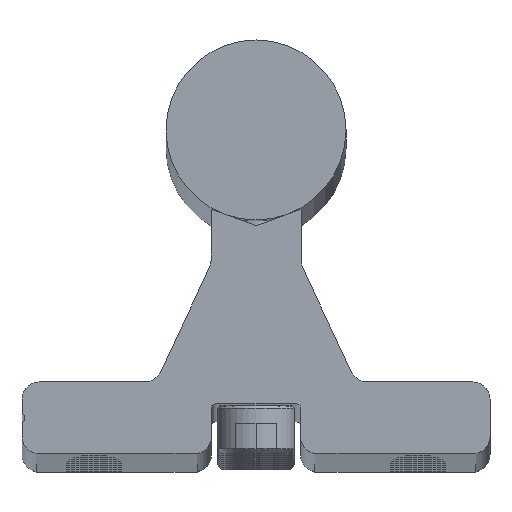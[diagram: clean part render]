
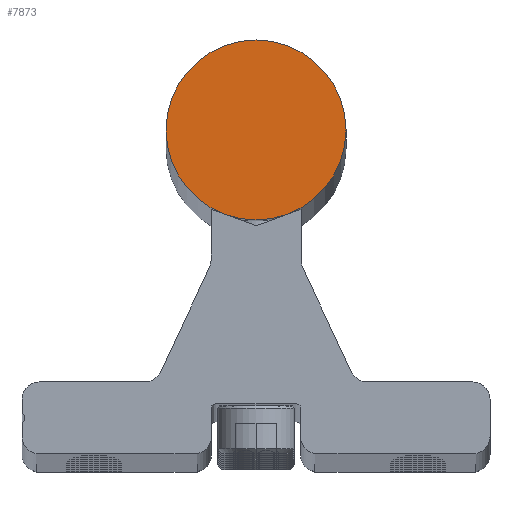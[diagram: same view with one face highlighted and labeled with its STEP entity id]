
A CAD part, top view. The second image highlights one B-rep face of the part: STEP entity #7873.
In plain terms, the highlighted planar face has unit normal (0, 0, 1).
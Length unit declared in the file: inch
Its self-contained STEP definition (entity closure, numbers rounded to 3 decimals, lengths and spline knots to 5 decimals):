
#815 = EDGE_LOOP ( 'NONE', ( #2823, #11258 ) ) ;
#1166 = CARTESIAN_POINT ( 'NONE',  ( 0., 1.125, 0. ) ) ;
#1273 = CIRCLE ( 'NONE', #4004, 0.3125 ) ;
#1669 = VERTEX_POINT ( 'NONE', #7575 ) ;
#2319 = DIRECTION ( 'NONE',  ( 0., 0., 1. ) ) ;
#2823 = ORIENTED_EDGE ( 'NONE', *, *, #9421, .T. ) ;
#2846 = AXIS2_PLACEMENT_3D ( 'NONE', #1166, #2319, #7947 ) ;
#2889 = VERTEX_POINT ( 'NONE', #4120 ) ;
#4004 = AXIS2_PLACEMENT_3D ( 'NONE', #5078, #8954, #7091 ) ;
#4081 = PLANE ( 'NONE',  #2846 ) ;
#4120 = CARTESIAN_POINT ( 'NONE',  ( -0.3125, 1.125, 0. ) ) ;
#5078 = CARTESIAN_POINT ( 'NONE',  ( 0., 1.125, 0. ) ) ;
#5362 = CIRCLE ( 'NONE', #11431, 0.3125 ) ;
#5377 = DIRECTION ( 'NONE',  ( 1., 0., 0. ) ) ;
#5983 = FACE_OUTER_BOUND ( 'NONE', #815, .T. ) ;
#6420 = CARTESIAN_POINT ( 'NONE',  ( 0., 1.125, 0. ) ) ;
#6534 = DIRECTION ( 'NONE',  ( 0., 0., 1. ) ) ;
#7091 = DIRECTION ( 'NONE',  ( 1., 0., 0. ) ) ;
#7575 = CARTESIAN_POINT ( 'NONE',  ( 0.3125, 1.125, 0. ) ) ;
#7873 = ADVANCED_FACE ( 'NONE', ( #5983 ), #4081, .T. ) ;
#7947 = DIRECTION ( 'NONE',  ( 1., 0., 0. ) ) ;
#8954 = DIRECTION ( 'NONE',  ( 0., 0., 1. ) ) ;
#9213 = EDGE_CURVE ( 'NONE', #2889, #1669, #1273, .T. ) ;
#9421 = EDGE_CURVE ( 'NONE', #1669, #2889, #5362, .T. ) ;
#11258 = ORIENTED_EDGE ( 'NONE', *, *, #9213, .T. ) ;
#11431 = AXIS2_PLACEMENT_3D ( 'NONE', #6420, #6534, #5377 ) ;
